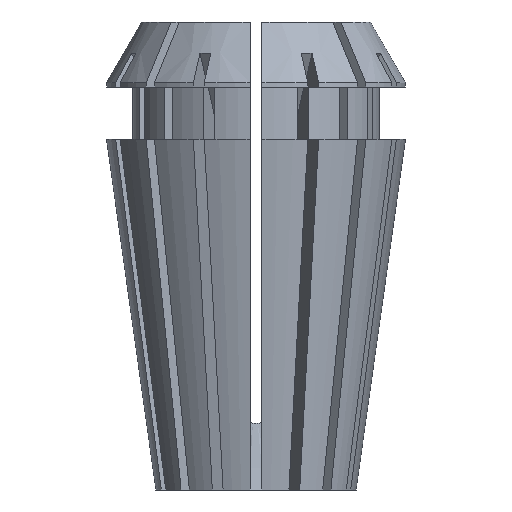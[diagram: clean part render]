
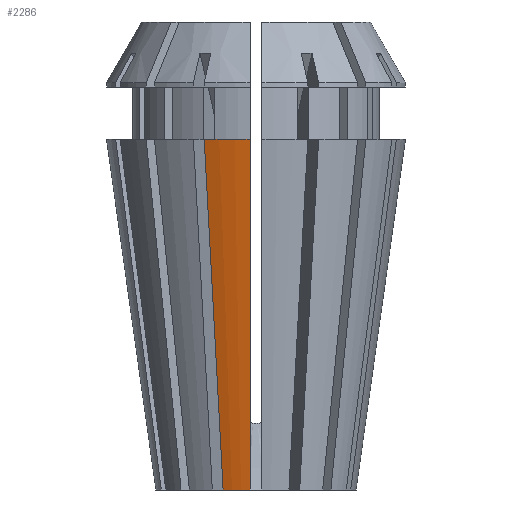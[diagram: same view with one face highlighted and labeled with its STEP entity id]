
A CAD part, front view. The second image highlights one B-rep face of the part: STEP entity #2286.
In plain terms, the highlighted conical face has half-angle 8 degrees and reference radius 3.856 mm.
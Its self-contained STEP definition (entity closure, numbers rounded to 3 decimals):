
#13 = VERTEX_POINT ( 'NONE', #2153 ) ;
#299 = ORIENTED_EDGE ( 'NONE', *, *, #524, .F. ) ;
#328 = AXIS2_PLACEMENT_3D ( 'NONE', #2646, #562, #3064 ) ;
#334 = EDGE_CURVE ( 'NONE', #4874, #13, #1560, .T. ) ;
#524 = EDGE_CURVE ( 'NONE', #13, #4266, #4533, .T. ) ;
#562 = DIRECTION ( 'NONE',  ( 0., 0., -1. ) ) ;
#595 = CARTESIAN_POINT ( 'NONE',  ( -0.225, -5.749, 13.5 ) ) ;
#1560 = B_SPLINE_CURVE_WITH_KNOTS ( 'NONE', 3,
 ( #4174, #3757, #1604, #2454, #3325, #1618, #2871 ),
 .UNSPECIFIED., .F., .F.,
 ( 4, 3, 4 ),
 ( 0.024, 0.036, 0.037 ),
 .UNSPECIFIED. ) ;
#1604 = CARTESIAN_POINT ( 'NONE',  ( -0.225, -4.647, 5.667 ) ) ;
#1610 = ORIENTED_EDGE ( 'NONE', *, *, #2492, .T. ) ;
#1618 = CARTESIAN_POINT ( 'NONE',  ( -0.225, -3.931, 0.584 ) ) ;
#1676 = DIRECTION ( 'NONE',  ( 1., 0., 0. ) ) ;
#1729 = VERTEX_POINT ( 'NONE', #3103 ) ;
#1771 = FACE_OUTER_BOUND ( 'NONE', #2709, .T. ) ;
#1891 = B_SPLINE_CURVE_WITH_KNOTS ( 'NONE', 3,
 ( #3530, #3597, #3129, #4470, #5307, #2334, #5267 ),
 .UNSPECIFIED., .F., .F.,
 ( 4, 3, 4 ),
 ( 0., 0.01, 0.014 ),
 .UNSPECIFIED. ) ;
#2153 = CARTESIAN_POINT ( 'NONE',  ( -0.225, -3.849, 0. ) ) ;
#2286 = ADVANCED_FACE ( 'NONE', ( #1771 ), #3765, .T. ) ;
#2334 = CARTESIAN_POINT ( 'NONE',  ( -1.328, -3.794, 1.166 ) ) ;
#2454 = CARTESIAN_POINT ( 'NONE',  ( -0.225, -4.096, 1.751 ) ) ;
#2492 = EDGE_CURVE ( 'NONE', #4874, #1729, #3415, .T. ) ;
#2528 = ORIENTED_EDGE ( 'NONE', *, *, #4180, .T. ) ;
#2646 = CARTESIAN_POINT ( 'NONE',  ( 0., 0., 13.5 ) ) ;
#2709 = EDGE_LOOP ( 'NONE', ( #1610, #2528, #299, #5479 ) ) ;
#2871 = CARTESIAN_POINT ( 'NONE',  ( -0.225, -3.849, 0. ) ) ;
#3064 = DIRECTION ( 'NONE',  ( -1., 0., 0. ) ) ;
#3103 = CARTESIAN_POINT ( 'NONE',  ( -1.992, -5.397, 13.5 ) ) ;
#3129 = CARTESIAN_POINT ( 'NONE',  ( -1.633, -4.531, 6.832 ) ) ;
#3307 = CARTESIAN_POINT ( 'NONE',  ( 0., 0., 0. ) ) ;
#3325 = CARTESIAN_POINT ( 'NONE',  ( -0.225, -4.013, 1.167 ) ) ;
#3415 = CIRCLE ( 'NONE', #328, 5.753 ) ;
#3530 = CARTESIAN_POINT ( 'NONE',  ( -1.992, -5.397, 13.5 ) ) ;
#3597 = CARTESIAN_POINT ( 'NONE',  ( -1.813, -4.964, 10.166 ) ) ;
#3757 = CARTESIAN_POINT ( 'NONE',  ( -0.225, -5.198, 9.583 ) ) ;
#3765 = CONICAL_SURFACE ( 'NONE', #4711, 3.856, 0.14 ) ;
#3887 = CARTESIAN_POINT ( 'NONE',  ( 0., 0., 0. ) ) ;
#4021 = AXIS2_PLACEMENT_3D ( 'NONE', #3887, #4754, #4694 ) ;
#4174 = CARTESIAN_POINT ( 'NONE',  ( -0.225, -5.749, 13.5 ) ) ;
#4180 = EDGE_CURVE ( 'NONE', #1729, #4266, #1891, .T. ) ;
#4266 = VERTEX_POINT ( 'NONE', #4888 ) ;
#4470 = CARTESIAN_POINT ( 'NONE',  ( -1.454, -4.097, 3.498 ) ) ;
#4533 = CIRCLE ( 'NONE', #4021, 3.856 ) ;
#4694 = DIRECTION ( 'NONE',  ( -1., 0., 0. ) ) ;
#4711 = AXIS2_PLACEMENT_3D ( 'NONE', #3307, #5533, #1676 ) ;
#4754 = DIRECTION ( 'NONE',  ( 0., 0., -1. ) ) ;
#4874 = VERTEX_POINT ( 'NONE', #595 ) ;
#4888 = CARTESIAN_POINT ( 'NONE',  ( -1.265, -3.642, 0. ) ) ;
#5267 = CARTESIAN_POINT ( 'NONE',  ( -1.265, -3.642, 0. ) ) ;
#5307 = CARTESIAN_POINT ( 'NONE',  ( -1.391, -3.946, 2.332 ) ) ;
#5479 = ORIENTED_EDGE ( 'NONE', *, *, #334, .F. ) ;
#5533 = DIRECTION ( 'NONE',  ( 0., 0., 1. ) ) ;
